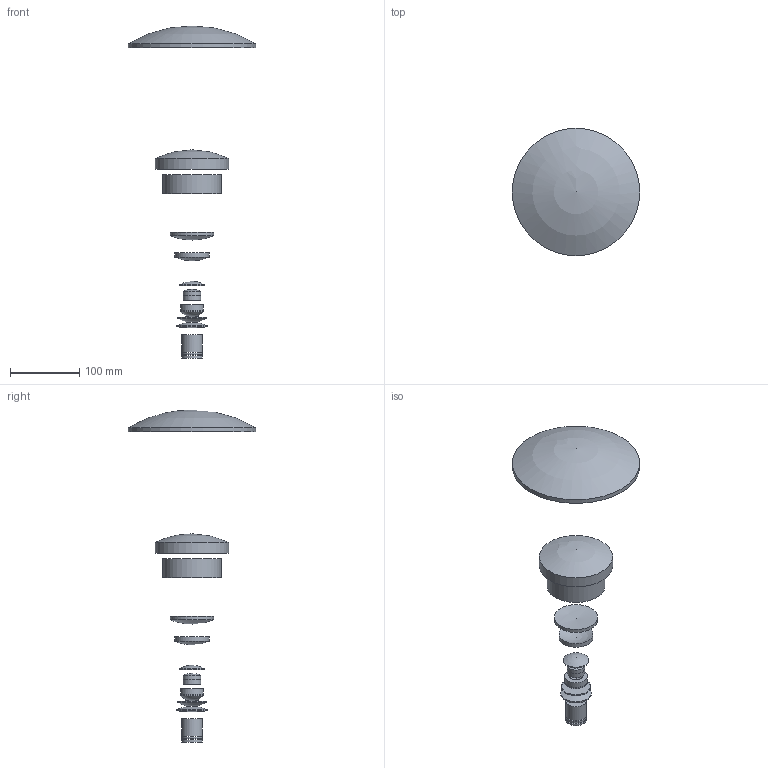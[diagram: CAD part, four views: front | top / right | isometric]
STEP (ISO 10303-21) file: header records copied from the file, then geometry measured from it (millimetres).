
FILE_DESCRIPTION(('STEP AP214'),'1');
FILE_NAME('LCOS-sinMLAv18.stp','2021-11-16T19:40:55',(' '),('ZEMAX'),'Spatial InterOp 3D',' ',' ');
FILE_SCHEMA(('AUTOMOTIVE_DESIGN { 1 0 10303 214 1 1 1 1 }'));
Length unit declared in the file: millimetre
Products named in the file (16): LCOS-sinMLAv18.ZMX; surfaces 26,27; surfaces 15,16; surfaces 28,29; surfaces 20,21; surfaces 16,17; surfaces 24,25; surfaces 18,19; surfaces 22,23; surfaces 12,13; surfaces 1,2; surfaces 9,10; surfaces 5,6; surfaces 3,4; surfaces 11,12; surfaces 7,8
Assembly tree (15 placements, depth 2):
  LCOS-sinMLAv18.ZMX
    surfaces 26,27
    surfaces 15,16
    surfaces 28,29
    surfaces 20,21
    surfaces 16,17
    surfaces 24,25
    surfaces 18,19
    surfaces 22,23
    surfaces 12,13
    surfaces 1,2
    surfaces 9,10
    surfaces 5,6
    surfaces 3,4
    surfaces 11,12
    surfaces 7,8
Bounding box: 184.39 x 184.39 x 480.3 mm (x, y, z)
Volume: 884258.6 mm3; surface area: 136914.1 mm2
Topology: 15 solids, 15 shells, 59 faces, 148 edges, 109 vertices
Faces by surface type: sphere 24, plane 20, cylinder 15
Full cylindrical faces by diameter (mm): 25.2 x2, 29.526 x1, 29.535 x1, 29.579 x1, 33 x2, 36 x1, 42 x1, 43.6 x1, 49.2 x1, 62.4 x1, 84.003 x1, 106.142 x1, 184.394 x1
Entity records: 1611 total; most frequent: DIRECTION 286, CARTESIAN_POINT 211, AXIS2_PLACEMENT_3D 143, ORIENTED_EDGE 136, EDGE_LOOP 88, EDGE_CURVE 68, VERTEX_POINT 68, CIRCLE 68
